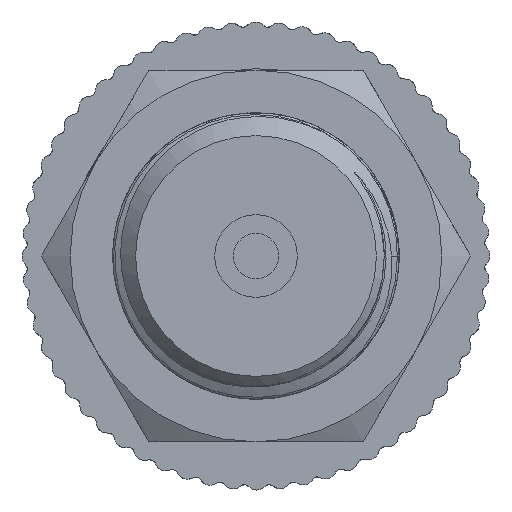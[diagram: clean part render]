
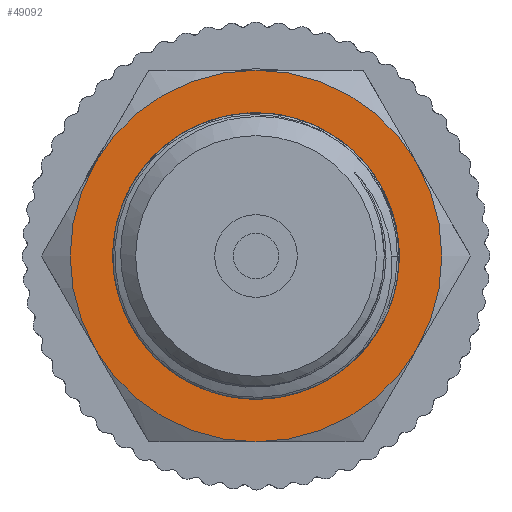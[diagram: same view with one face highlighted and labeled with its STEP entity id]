
A CAD part, left-side view. The second image highlights one B-rep face of the part: STEP entity #49092.
In plain terms, the highlighted planar face has unit normal (-1, 0, 0).
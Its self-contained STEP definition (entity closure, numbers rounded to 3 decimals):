
#135=PLANE('',#51723);
#2944=FACE_BOUND('',#5994,.T.);
#3315=FACE_OUTER_BOUND('',#5993,.T.);
#5993=EDGE_LOOP('',(#34213));
#5994=EDGE_LOOP('',(#34214));
#8478=CIRCLE('',#51713,10.);
#8480=CIRCLE('',#51721,13.5);
#20149=VERTEX_POINT('',#83936);
#20150=VERTEX_POINT('',#85790);
#25590=EDGE_CURVE('',#20149,#20149,#8478,.T.);
#25598=EDGE_CURVE('',#20150,#20150,#8480,.T.);
#34213=ORIENTED_EDGE('',*,*,#25598,.F.);
#34214=ORIENTED_EDGE('',*,*,#25590,.T.);
#49092=ADVANCED_FACE('',(#3315,#2944),#135,.T.);
#51713=AXIS2_PLACEMENT_3D('',#83937,#56398,#56399);
#51721=AXIS2_PLACEMENT_3D('',#85792,#56417,#56418);
#51723=AXIS2_PLACEMENT_3D('',#85794,#56421,#56422);
#56398=DIRECTION('center_axis',(1.,0.,0.));
#56399=DIRECTION('ref_axis',(0.,0.,-1.));
#56417=DIRECTION('center_axis',(1.,0.,0.));
#56418=DIRECTION('ref_axis',(0.,0.,-1.));
#56421=DIRECTION('center_axis',(-1.,0.,0.));
#56422=DIRECTION('ref_axis',(0.,0.,1.));
#83936=CARTESIAN_POINT('',(-47.,0.,10.));
#83937=CARTESIAN_POINT('Origin',(-47.,0.,0.));
#85790=CARTESIAN_POINT('',(-47.,-13.5,0.));
#85792=CARTESIAN_POINT('Origin',(-47.,0.,0.));
#85794=CARTESIAN_POINT('Origin',(-47.,13.5,0.));
